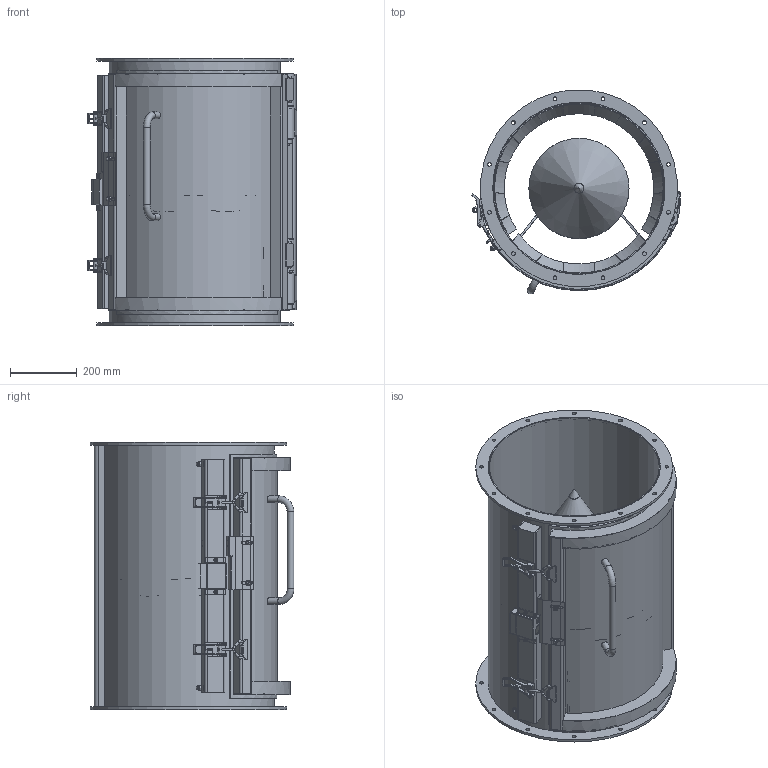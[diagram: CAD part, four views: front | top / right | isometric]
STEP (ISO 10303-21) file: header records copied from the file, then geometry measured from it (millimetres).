
FILE_DESCRIPTION(/* description */ (''),/* implementation_level */ '2;1');
FILE_NAME(/* name */ 'SPPF000064.stp',/* time_stamp */ '2018-07-28T08:11:29+02:00',/* author */ ('pw'),/* organization */ (''),/* preprocessor_version */ 'ST-DEVELOPER v16.5',/* originating_system */ 'Autodesk Inventor 2017',/* authorisation */ '');
FILE_SCHEMA (('AUTOMOTIVE_DESIGN { 1 0 10303 214 3 1 1 }'));
Length unit declared in the file: millimetre
Products named in the file (1): SPPF000064
Bounding box: 627.77 x 609.62 x 800 mm (x, y, z)
Volume: 10935872.6 mm3; surface area: 5422024.2 mm2
Topology: 43 solids, 51 shells, 1269 faces, 3303 edges, 2093 vertices
Faces by surface type: plane 715, cylinder 393, cone 84, torus 54, sphere 17, bspline 6
Full cylindrical faces by diameter (mm): 2.459 x4, 3 x4, 3.242 x2, 4 x8, 4.917 x7, 6 x8, 6.3 x2, 6.6 x3, 6.647 x4, 7 x10, 8 x4, 8.1 x2, 10 x4, 11.5 x24, 12 x5, 12.5 x4, 13 x1, 13.5 x4, 14 x2, 16.5 x1, 17.4 x1, 19 x2, 20 x13, 21 x2, 22 x2, 23 x4, 26 x1, 31 x6, 32 x2, 36 x2
Entity records: 39861 total; most frequent: CARTESIAN_POINT 8516, DIRECTION 6348, ORIENTED_EDGE 5898, EDGE_CURVE 2904, AXIS2_PLACEMENT_3D 2372, VERTEX_POINT 1960, EDGE_LOOP 1758, LINE 1604
